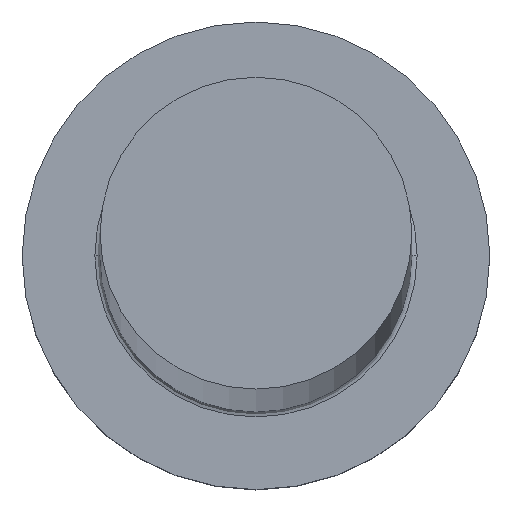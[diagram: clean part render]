
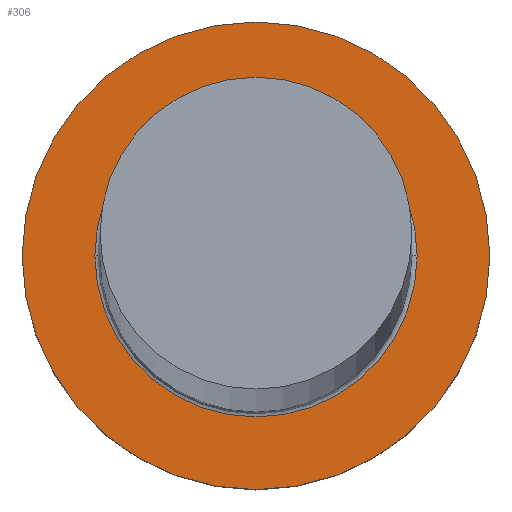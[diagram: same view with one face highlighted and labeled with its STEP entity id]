
A CAD part, top view. The second image highlights one B-rep face of the part: STEP entity #306.
In plain terms, the highlighted planar face has unit normal (0, 0, 1).
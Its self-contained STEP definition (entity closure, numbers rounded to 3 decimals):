
#11 = ORIENTED_EDGE ( 'NONE', *, *, #101, .T. ) ;
#21 = ORIENTED_EDGE ( 'NONE', *, *, #149, .T. ) ;
#22 = CARTESIAN_POINT ( 'NONE',  ( -9., 0., 7. ) ) ;
#39 = DIRECTION ( 'NONE',  ( 0., 0., -1. ) ) ;
#47 = FACE_BOUND ( 'NONE', #296, .T. ) ;
#48 = AXIS2_PLACEMENT_3D ( 'NONE', #51, #100, #253 ) ;
#49 = CARTESIAN_POINT ( 'NONE',  ( 0., 0., 7. ) ) ;
#50 = CARTESIAN_POINT ( 'NONE',  ( 0., 0., 7. ) ) ;
#51 = CARTESIAN_POINT ( 'NONE',  ( 0., 0., 7. ) ) ;
#75 = FACE_OUTER_BOUND ( 'NONE', #154, .T. ) ;
#77 = CARTESIAN_POINT ( 'NONE',  ( 9., 0., 7. ) ) ;
#79 = AXIS2_PLACEMENT_3D ( 'NONE', #119, #39, #120 ) ;
#84 = VERTEX_POINT ( 'NONE', #166 ) ;
#90 = VERTEX_POINT ( 'NONE', #22 ) ;
#91 = DIRECTION ( 'NONE',  ( 1., 0., 0. ) ) ;
#100 = DIRECTION ( 'NONE',  ( 0., 0., 1. ) ) ;
#101 = EDGE_CURVE ( 'NONE', #84, #246, #216, .T. ) ;
#108 = CIRCLE ( 'NONE', #185, 6.2 ) ;
#119 = CARTESIAN_POINT ( 'NONE',  ( 0., 0., 7. ) ) ;
#120 = DIRECTION ( 'NONE',  ( 1., 0., 0. ) ) ;
#125 = DIRECTION ( 'NONE',  ( 1., 0., 0. ) ) ;
#129 = PLANE ( 'NONE',  #224 ) ;
#142 = CIRCLE ( 'NONE', #192, 9. ) ;
#146 = DIRECTION ( 'NONE',  ( 0., 0., 1. ) ) ;
#149 = EDGE_CURVE ( 'NONE', #246, #84, #108, .T. ) ;
#154 = EDGE_LOOP ( 'NONE', ( #257, #304 ) ) ;
#159 = VERTEX_POINT ( 'NONE', #77 ) ;
#166 = CARTESIAN_POINT ( 'NONE',  ( 6.2, 0., 7. ) ) ;
#172 = DIRECTION ( 'NONE',  ( 0., 0., 1. ) ) ;
#185 = AXIS2_PLACEMENT_3D ( 'NONE', #239, #211, #91 ) ;
#192 = AXIS2_PLACEMENT_3D ( 'NONE', #49, #172, #125 ) ;
#211 = DIRECTION ( 'NONE',  ( 0., 0., -1. ) ) ;
#216 = CIRCLE ( 'NONE', #79, 6.2 ) ;
#217 = CIRCLE ( 'NONE', #48, 9. ) ;
#224 = AXIS2_PLACEMENT_3D ( 'NONE', #50, #146, #226 ) ;
#226 = DIRECTION ( 'NONE',  ( 1., 0., 0. ) ) ;
#230 = EDGE_CURVE ( 'NONE', #159, #90, #142, .T. ) ;
#239 = CARTESIAN_POINT ( 'NONE',  ( 0., 0., 7. ) ) ;
#246 = VERTEX_POINT ( 'NONE', #294 ) ;
#253 = DIRECTION ( 'NONE',  ( 1., 0., 0. ) ) ;
#257 = ORIENTED_EDGE ( 'NONE', *, *, #267, .T. ) ;
#267 = EDGE_CURVE ( 'NONE', #90, #159, #217, .T. ) ;
#294 = CARTESIAN_POINT ( 'NONE',  ( -6.2, 0., 7. ) ) ;
#296 = EDGE_LOOP ( 'NONE', ( #11, #21 ) ) ;
#304 = ORIENTED_EDGE ( 'NONE', *, *, #230, .T. ) ;
#306 = ADVANCED_FACE ( 'NONE', ( #47, #75 ), #129, .T. ) ;
